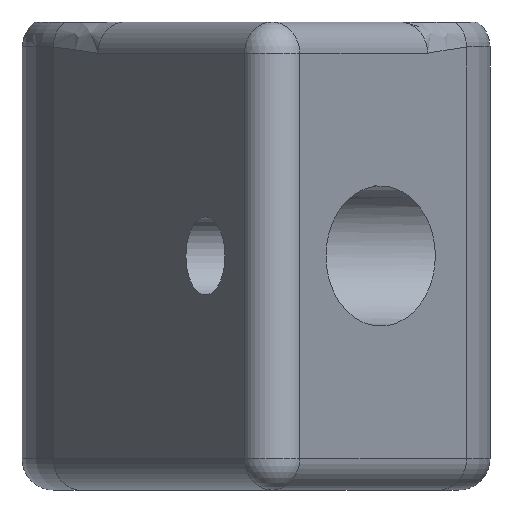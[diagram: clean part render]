
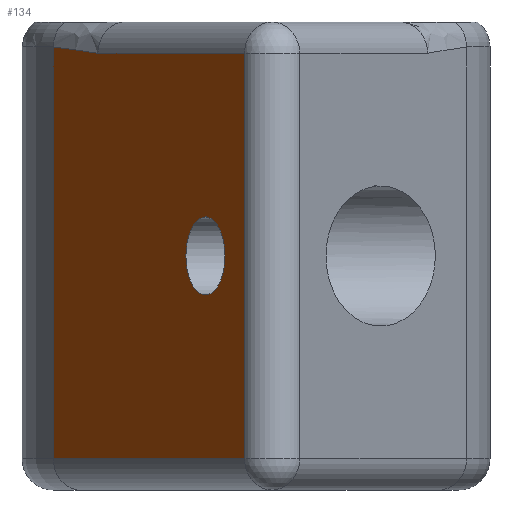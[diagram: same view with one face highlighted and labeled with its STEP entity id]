
A CAD part, left-side view. The second image highlights one B-rep face of the part: STEP entity #134.
In plain terms, the highlighted planar face has unit normal (-0.5, 0.866, 0).
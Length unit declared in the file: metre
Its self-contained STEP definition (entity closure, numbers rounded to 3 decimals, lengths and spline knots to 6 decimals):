
#134 = ADVANCED_FACE( '', ( #277, #278 ), #279, .F. );
#277 = FACE_BOUND( '', #691, .T. );
#278 = FACE_OUTER_BOUND( '', #692, .T. );
#279 = PLANE( '', #693 );
#691 = EDGE_LOOP( '', ( #1070 ) );
#692 = EDGE_LOOP( '', ( #1071, #1072, #1073, #1074, #1075 ) );
#693 = AXIS2_PLACEMENT_3D( '', #1076, #1077, #1078 );
#1070 = ORIENTED_EDGE( '', *, *, #1232, .F. );
#1071 = ORIENTED_EDGE( '', *, *, #1144, .F. );
#1072 = ORIENTED_EDGE( '', *, *, #1159, .T. );
#1073 = ORIENTED_EDGE( '', *, *, #1194, .T. );
#1074 = ORIENTED_EDGE( '', *, *, #1234, .T. );
#1075 = ORIENTED_EDGE( '', *, *, #1150, .T. );
#1076 = CARTESIAN_POINT( '', ( -0.018117, 0.006861, 0.030002 ) );
#1077 = DIRECTION( '', ( 0.5, -0.866, 0. ) );
#1078 = DIRECTION( '', ( 0.866, 0.5, 0. ) );
#1144 = EDGE_CURVE( '', #1278, #1280, #1281, .T. );
#1150 = EDGE_CURVE( '', #1288, #1280, #1289, .T. );
#1159 = EDGE_CURVE( '', #1278, #1301, #1303, .F. );
#1194 = EDGE_CURVE( '', #1301, #1327, #1354, .T. );
#1232 = EDGE_CURVE( '', #1403, #1403, #1404, .T. );
#1234 = EDGE_CURVE( '', #1327, #1288, #1406, .T. );
#1278 = VERTEX_POINT( '', #1456 );
#1280 = VERTEX_POINT( '', #1458 );
#1281 = LINE( '', #1459, #1460 );
#1288 = VERTEX_POINT( '', #1467 );
#1289 = LINE( '', #1468, #1469 );
#1301 = VERTEX_POINT( '', #1483 );
#1303 = LINE( '', #1485, #1486 );
#1327 = VERTEX_POINT( '', #1532 );
#1354 = B_SPLINE_CURVE_WITH_KNOTS( '', 3, ( #1588, #1589, #1590, #1591, #1592, #1593, #1594, #1595, #1596, #1597, #1598, #1599, #1600, #1601, #1602, #1603, #1604, #1605, #1606, #1607, #1608, #1609 ), .UNSPECIFIED., .F., .F., ( 4, 1, 1, 2, 2, 1, 2, 2, 2, 2, 1, 1, 1, 4 ), ( 0., 0.000358, 0.000716, 0.001074, 0.001253, 0.001432, 0.002149, 0.002865, 0.003581, 0.004297, 0.004656, 0.005014, 0.005372, 0.00573 ), .UNSPECIFIED. );
#1403 = VERTEX_POINT( '', #1688 );
#1404 = CIRCLE( '', #1689, 0.0025 );
#1406 = LINE( '', #1691, #1692 );
#1456 = CARTESIAN_POINT( '', ( -0.028733, 0.000731, 0.028 ) );
#1458 = CARTESIAN_POINT( '', ( -0.028733, 0.000731, 0.002 ) );
#1459 = CARTESIAN_POINT( '', ( -0.028733, 0.000731, 0.030002 ) );
#1460 = VECTOR( '', #1762, 1. );
#1467 = CARTESIAN_POINT( '', ( -0.0075, 0.01299, 0.002 ) );
#1468 = CARTESIAN_POINT( '', ( -0.018117, 0.006861, 0.002 ) );
#1469 = VECTOR( '', #1772, 1. );
#1483 = CARTESIAN_POINT( '', ( -0.012448, 0.010134, 0.028 ) );
#1485 = CARTESIAN_POINT( '', ( -0.0075, 0.01299, 0.028 ) );
#1486 = VECTOR( '', #1787, 1. );
#1532 = CARTESIAN_POINT( '', ( -0.0075, 0.01299, 0.0284 ) );
#1588 = CARTESIAN_POINT( '', ( -0.012448, 0.010134, 0.028 ) );
#1589 = CARTESIAN_POINT( '', ( -0.012344, 0.010194, 0.028 ) );
#1590 = CARTESIAN_POINT( '', ( -0.012137, 0.010313, 0.028003 ) );
#1591 = CARTESIAN_POINT( '', ( -0.011828, 0.010492, 0.028017 ) );
#1592 = CARTESIAN_POINT( '', ( -0.011621, 0.010611, 0.028032 ) );
#1593 = CARTESIAN_POINT( '', ( -0.011466, 0.0107, 0.028044 ) );
#1594 = CARTESIAN_POINT( '', ( -0.011415, 0.01073, 0.028048 ) );
#1595 = CARTESIAN_POINT( '', ( -0.011312, 0.01079, 0.028057 ) );
#1596 = CARTESIAN_POINT( '', ( -0.011054, 0.010939, 0.028081 ) );
#1597 = CARTESIAN_POINT( '', ( -0.010797, 0.011087, 0.028109 ) );
#1598 = CARTESIAN_POINT( '', ( -0.010385, 0.011325, 0.028158 ) );
#1599 = CARTESIAN_POINT( '', ( -0.01018, 0.011443, 0.028184 ) );
#1600 = CARTESIAN_POINT( '', ( -0.009768, 0.011681, 0.028234 ) );
#1601 = CARTESIAN_POINT( '', ( -0.009563, 0.0118, 0.028259 ) );
#1602 = CARTESIAN_POINT( '', ( -0.009151, 0.012037, 0.028305 ) );
#1603 = CARTESIAN_POINT( '', ( -0.008945, 0.012156, 0.028326 ) );
#1604 = CARTESIAN_POINT( '', ( -0.008636, 0.012335, 0.028353 ) );
#1605 = CARTESIAN_POINT( '', ( -0.00843, 0.012454, 0.028369 ) );
#1606 = CARTESIAN_POINT( '', ( -0.00812, 0.012632, 0.028387 ) );
#1607 = CARTESIAN_POINT( '', ( -0.00781, 0.012811, 0.028398 ) );
#1608 = CARTESIAN_POINT( '', ( -0.007603, 0.012931, 0.0284 ) );
#1609 = CARTESIAN_POINT( '', ( -0.0075, 0.01299, 0.0284 ) );
#1688 = CARTESIAN_POINT( '', ( -0.026553, 0.00199, 0.015 ) );
#1689 = AXIS2_PLACEMENT_3D( '', #1902, #1903, #1904 );
#1691 = CARTESIAN_POINT( '', ( -0.0075, 0.01299, 0.030002 ) );
#1692 = VECTOR( '', #1905, 1. );
#1762 = DIRECTION( '', ( 0., 0., -1. ) );
#1772 = DIRECTION( '', ( -0.866, -0.5, 0. ) );
#1787 = DIRECTION( '', ( -0.866, -0.5, 0. ) );
#1902 = CARTESIAN_POINT( '', ( -0.024387, 0.00324, 0.015 ) );
#1903 = DIRECTION( '', ( -0.5, 0.866, 0. ) );
#1904 = DIRECTION( '', ( -0.866, -0.5, 0. ) );
#1905 = DIRECTION( '', ( 0., 0., -1. ) );
